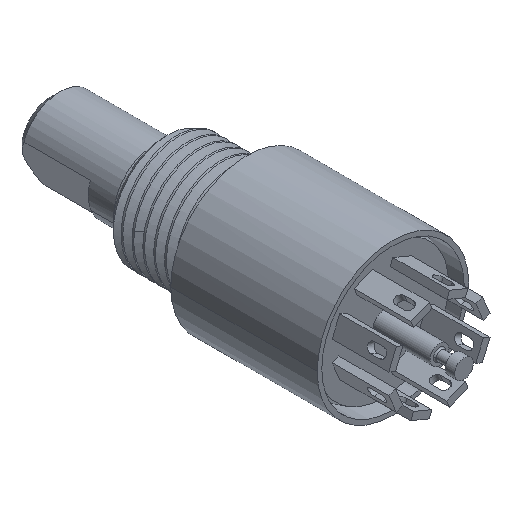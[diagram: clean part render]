
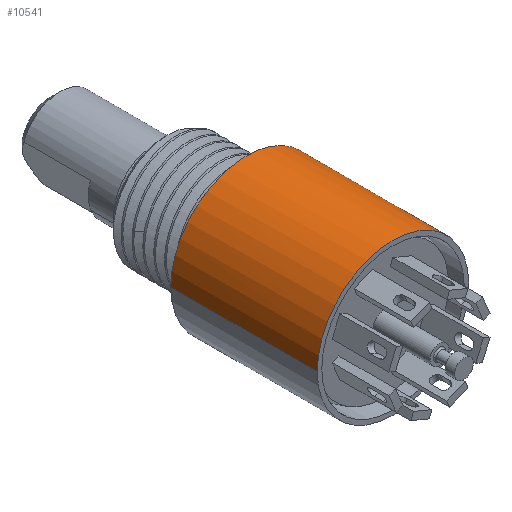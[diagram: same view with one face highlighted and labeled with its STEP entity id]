
A CAD part, isometric view. The second image highlights one B-rep face of the part: STEP entity #10541.
In plain terms, the highlighted cylindrical face has radius 6.35 mm (diameter 12.7 mm), a partial arc.
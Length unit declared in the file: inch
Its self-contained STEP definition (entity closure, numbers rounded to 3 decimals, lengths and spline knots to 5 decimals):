
#1630=CARTESIAN_POINT('',(0.,-0.363,0.));
#1631=DIRECTION('',(0.,-1.,0.));
#1632=DIRECTION('',(1.,0.,0.));
#1633=AXIS2_PLACEMENT_3D('',#1630,#1631,#1632);
#1635=DIRECTION('',(0.,1.,0.));
#1636=VECTOR('',#1635,0.423);
#1637=CARTESIAN_POINT('',(0.25,-0.363,0.));
#1638=LINE('',#1637,#1636);
#1639=DIRECTION('',(0.,1.,0.));
#1640=VECTOR('',#1639,0.483);
#1641=CARTESIAN_POINT('',(-0.25,-0.363,0.));
#1642=LINE('',#1641,#1640);
#1669=CARTESIAN_POINT('',(0.25,0.06,0.));
#1670=CARTESIAN_POINT('',(0.25,0.08015,0.02015));
#1671=CARTESIAN_POINT('',(0.2476,0.10015,
0.04015));
#1672=CARTESIAN_POINT('',(0.24269,0.12,0.06));
#1683=CARTESIAN_POINT('',(0.,0.12,0.));
#1684=DIRECTION('',(0.,-1.,0.));
#1685=DIRECTION('',(0.971,0.,0.24));
#1686=AXIS2_PLACEMENT_3D('',#1683,#1684,#1685);
#7401=CARTESIAN_POINT('',(-0.25,-0.363,0.));
#7402=CARTESIAN_POINT('',(-0.25,0.12,0.));
#7403=VERTEX_POINT('',#7401);
#7404=VERTEX_POINT('',#7402);
#7405=CARTESIAN_POINT('',(0.25,-0.363,0.));
#7406=VERTEX_POINT('',#7405);
#7407=CARTESIAN_POINT('',(0.25,0.06,0.));
#7408=VERTEX_POINT('',#7407);
#7409=CARTESIAN_POINT('',(0.24269,0.12,0.06));
#7410=VERTEX_POINT('',#7409);
#10525=CARTESIAN_POINT('',(0.,0.42975,0.));
#10526=DIRECTION('',(0.,-1.,0.));
#10527=DIRECTION('',(-1.,0.,0.));
#10528=AXIS2_PLACEMENT_3D('',#10525,#10526,#10527);
#10529=CYLINDRICAL_SURFACE('',#10528,0.25);
#10531=ORIENTED_EDGE('',*,*,#10530,.F.);
#10532=ORIENTED_EDGE('',*,*,#10507,.T.);
#10534=ORIENTED_EDGE('',*,*,#10533,.T.);
#10536=ORIENTED_EDGE('',*,*,#10535,.F.);
#10538=ORIENTED_EDGE('',*,*,#10537,.F.);
#10539=EDGE_LOOP('',(#10531,#10532,#10534,#10536,#10538));
#10540=FACE_OUTER_BOUND('',#10539,.F.);
#10541=ADVANCED_FACE('',(#10540),#10529,.T.);
#1634=CIRCLE('',#1633,0.25);
#1673=B_SPLINE_CURVE_WITH_KNOTS('',3,(#1669,#1670,#1671,#1672),.UNSPECIFIED.,
.F.,.F.,(4,4),(0.,1.),.UNSPECIFIED.);
#1687=CIRCLE('',#1686,0.25);
#10507=EDGE_CURVE('',#7406,#7403,#1634,.T.);
#10530=EDGE_CURVE('',#7406,#7408,#1638,.T.);
#10533=EDGE_CURVE('',#7403,#7404,#1642,.T.);
#10535=EDGE_CURVE('',#7410,#7404,#1687,.T.);
#10537=EDGE_CURVE('',#7408,#7410,#1673,.T.);
